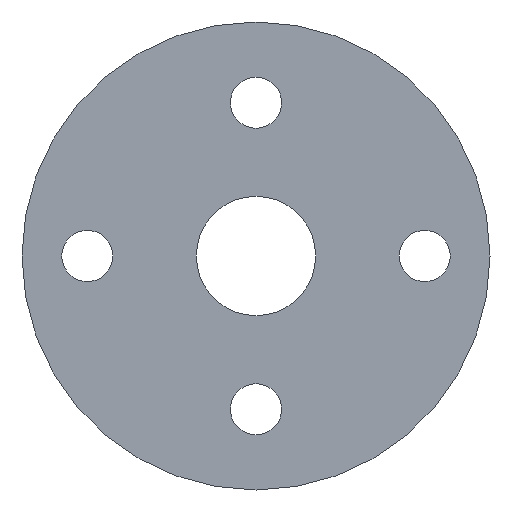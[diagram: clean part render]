
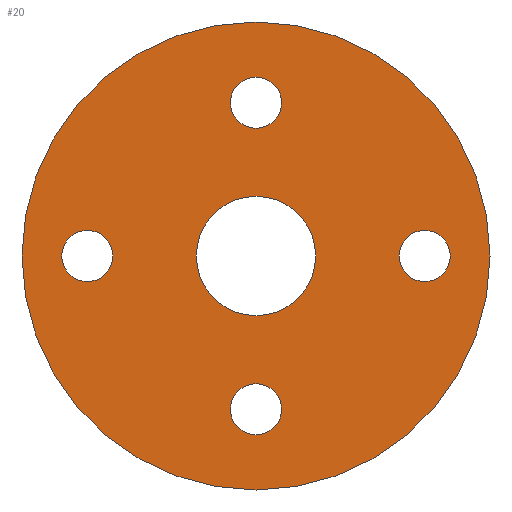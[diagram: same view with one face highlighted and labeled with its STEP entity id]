
A CAD part, front view. The second image highlights one B-rep face of the part: STEP entity #20.
In plain terms, the highlighted planar face has unit normal (0, -1, 0).
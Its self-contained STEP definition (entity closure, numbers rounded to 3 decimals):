
#5 = CARTESIAN_POINT ( 'NONE',  ( 12.4, 0., -58.841 ) ) ;
#8 = DIRECTION ( 'NONE',  ( 0., 0., 1. ) ) ;
#11 = DIRECTION ( 'NONE',  ( 0., 1., 0. ) ) ;
#19 = AXIS2_PLACEMENT_3D ( 'NONE', #423, #174, #255 ) ;
#20 = ADVANCED_FACE ( 'NONE', ( #122, #239, #37, #238, #415, #536 ), #322, .F. ) ;
#21 = VERTEX_POINT ( 'NONE', #283 ) ;
#23 = ORIENTED_EDGE ( 'NONE', *, *, #277, .T. ) ;
#25 = EDGE_LOOP ( 'NONE', ( #67, #491 ) ) ;
#27 = CIRCLE ( 'NONE', #162, 1.5 ) ;
#28 = VERTEX_POINT ( 'NONE', #505 ) ;
#35 = CARTESIAN_POINT ( 'NONE',  ( 2.5, 0., -58.841 ) ) ;
#37 = FACE_BOUND ( 'NONE', #529, .T. ) ;
#49 = CARTESIAN_POINT ( 'NONE',  ( 2.5, 0., -67.841 ) ) ;
#50 = DIRECTION ( 'NONE',  ( 0., 0., 1. ) ) ;
#55 = CARTESIAN_POINT ( 'NONE',  ( 2.5, 0., -48.341 ) ) ;
#61 = EDGE_CURVE ( 'NONE', #159, #199, #341, .T. ) ;
#66 = EDGE_LOOP ( 'NONE', ( #230, #484 ) ) ;
#67 = ORIENTED_EDGE ( 'NONE', *, *, #510, .F. ) ;
#68 = ORIENTED_EDGE ( 'NONE', *, *, #404, .T. ) ;
#71 = CIRCLE ( 'NONE', #19, 3.5 ) ;
#85 = EDGE_CURVE ( 'NONE', #439, #530, #364, .T. ) ;
#91 = CARTESIAN_POINT ( 'NONE',  ( 2.5, 0., -58.841 ) ) ;
#109 = AXIS2_PLACEMENT_3D ( 'NONE', #417, #279, #208 ) ;
#111 = CIRCLE ( 'NONE', #469, 1.5 ) ;
#119 = EDGE_CURVE ( 'NONE', #21, #201, #71, .T. ) ;
#122 = FACE_OUTER_BOUND ( 'NONE', #25, .T. ) ;
#123 = EDGE_CURVE ( 'NONE', #188, #225, #522, .T. ) ;
#124 = DIRECTION ( 'NONE',  ( 0., 1., 0. ) ) ;
#127 = CARTESIAN_POINT ( 'NONE',  ( 2.5, 0., -51.341 ) ) ;
#128 = AXIS2_PLACEMENT_3D ( 'NONE', #284, #540, #377 ) ;
#134 = DIRECTION ( 'NONE',  ( 0., 0., 1. ) ) ;
#141 = CIRCLE ( 'NONE', #330, 1.5 ) ;
#145 = CARTESIAN_POINT ( 'NONE',  ( 2.5, 0., -69.341 ) ) ;
#152 = ORIENTED_EDGE ( 'NONE', *, *, #85, .T. ) ;
#157 = EDGE_CURVE ( 'NONE', #225, #188, #111, .T. ) ;
#159 = VERTEX_POINT ( 'NONE', #216 ) ;
#162 = AXIS2_PLACEMENT_3D ( 'NONE', #166, #460, #374 ) ;
#165 = DIRECTION ( 'NONE',  ( 0., 0., 1. ) ) ;
#166 = CARTESIAN_POINT ( 'NONE',  ( 2.5, 0., -49.841 ) ) ;
#167 = CARTESIAN_POINT ( 'NONE',  ( 12.4, 0., -58.841 ) ) ;
#174 = DIRECTION ( 'NONE',  ( 0., 1., 0. ) ) ;
#188 = VERTEX_POINT ( 'NONE', #145 ) ;
#189 = CIRCLE ( 'NONE', #451, 1.5 ) ;
#192 = ORIENTED_EDGE ( 'NONE', *, *, #61, .T. ) ;
#199 = VERTEX_POINT ( 'NONE', #473 ) ;
#201 = VERTEX_POINT ( 'NONE', #259 ) ;
#207 = DIRECTION ( 'NONE',  ( 0., 1., 0. ) ) ;
#208 = DIRECTION ( 'NONE',  ( 0., 0., 1. ) ) ;
#216 = CARTESIAN_POINT ( 'NONE',  ( -7.4, 0., -60.341 ) ) ;
#224 = VERTEX_POINT ( 'NONE', #127 ) ;
#225 = VERTEX_POINT ( 'NONE', #240 ) ;
#230 = ORIENTED_EDGE ( 'NONE', *, *, #119, .T. ) ;
#238 = FACE_BOUND ( 'NONE', #495, .T. ) ;
#239 = FACE_BOUND ( 'NONE', #66, .T. ) ;
#240 = CARTESIAN_POINT ( 'NONE',  ( 2.5, 0., -66.341 ) ) ;
#245 = DIRECTION ( 'NONE',  ( 0., 0., 1. ) ) ;
#253 = CIRCLE ( 'NONE', #128, 13.735 ) ;
#255 = DIRECTION ( 'NONE',  ( 0., 0., 1. ) ) ;
#259 = CARTESIAN_POINT ( 'NONE',  ( 2.5, 0., -55.341 ) ) ;
#265 = AXIS2_PLACEMENT_3D ( 'NONE', #387, #436, #8 ) ;
#271 = ORIENTED_EDGE ( 'NONE', *, *, #310, .T. ) ;
#277 = EDGE_CURVE ( 'NONE', #199, #159, #189, .T. ) ;
#279 = DIRECTION ( 'NONE',  ( 0., 1., 0. ) ) ;
#283 = CARTESIAN_POINT ( 'NONE',  ( 2.5, 0., -62.341 ) ) ;
#284 = CARTESIAN_POINT ( 'NONE',  ( 2.5, 0., -58.841 ) ) ;
#302 = DIRECTION ( 'NONE',  ( 0., 0., 1. ) ) ;
#304 = CARTESIAN_POINT ( 'NONE',  ( 12.4, 0., -60.341 ) ) ;
#310 = EDGE_CURVE ( 'NONE', #530, #439, #350, .T. ) ;
#322 = PLANE ( 'NONE',  #453 ) ;
#326 = CARTESIAN_POINT ( 'NONE',  ( -7.4, 0., -58.841 ) ) ;
#327 = DIRECTION ( 'NONE',  ( 0., 1., 0. ) ) ;
#330 = AXIS2_PLACEMENT_3D ( 'NONE', #416, #465, #245 ) ;
#339 = CARTESIAN_POINT ( 'NONE',  ( 2.5, 0., -67.841 ) ) ;
#341 = CIRCLE ( 'NONE', #109, 1.5 ) ;
#350 = CIRCLE ( 'NONE', #379, 1.5 ) ;
#352 = EDGE_CURVE ( 'NONE', #28, #440, #253, .T. ) ;
#353 = EDGE_LOOP ( 'NONE', ( #271, #152 ) ) ;
#354 = AXIS2_PLACEMENT_3D ( 'NONE', #91, #11, #50 ) ;
#355 = ORIENTED_EDGE ( 'NONE', *, *, #123, .T. ) ;
#357 = ORIENTED_EDGE ( 'NONE', *, *, #157, .T. ) ;
#364 = CIRCLE ( 'NONE', #441, 1.5 ) ;
#368 = DIRECTION ( 'NONE',  ( 0., 0., 1. ) ) ;
#370 = CIRCLE ( 'NONE', #265, 13.735 ) ;
#374 = DIRECTION ( 'NONE',  ( 0., 0., 1. ) ) ;
#377 = DIRECTION ( 'NONE',  ( 0., 0., 1. ) ) ;
#379 = AXIS2_PLACEMENT_3D ( 'NONE', #5, #207, #368 ) ;
#387 = CARTESIAN_POINT ( 'NONE',  ( 2.5, 0., -58.841 ) ) ;
#390 = CARTESIAN_POINT ( 'NONE',  ( 2.5, 0., -72.576 ) ) ;
#397 = EDGE_CURVE ( 'NONE', #482, #224, #27, .T. ) ;
#404 = EDGE_CURVE ( 'NONE', #224, #482, #141, .T. ) ;
#415 = FACE_BOUND ( 'NONE', #487, .T. ) ;
#416 = CARTESIAN_POINT ( 'NONE',  ( 2.5, 0., -49.841 ) ) ;
#417 = CARTESIAN_POINT ( 'NONE',  ( -7.4, 0., -58.841 ) ) ;
#418 = DIRECTION ( 'NONE',  ( 0., 1., 0. ) ) ;
#423 = CARTESIAN_POINT ( 'NONE',  ( 2.5, 0., -58.841 ) ) ;
#427 = DIRECTION ( 'NONE',  ( 0., 0., 1. ) ) ;
#436 = DIRECTION ( 'NONE',  ( 0., 1., 0. ) ) ;
#439 = VERTEX_POINT ( 'NONE', #477 ) ;
#440 = VERTEX_POINT ( 'NONE', #390 ) ;
#441 = AXIS2_PLACEMENT_3D ( 'NONE', #167, #327, #500 ) ;
#451 = AXIS2_PLACEMENT_3D ( 'NONE', #326, #418, #134 ) ;
#453 = AXIS2_PLACEMENT_3D ( 'NONE', #35, #124, #165 ) ;
#460 = DIRECTION ( 'NONE',  ( 0., 1., 0. ) ) ;
#464 = DIRECTION ( 'NONE',  ( 0., 1., 0. ) ) ;
#465 = DIRECTION ( 'NONE',  ( 0., 1., 0. ) ) ;
#469 = AXIS2_PLACEMENT_3D ( 'NONE', #49, #464, #302 ) ;
#473 = CARTESIAN_POINT ( 'NONE',  ( -7.4, 0., -57.341 ) ) ;
#477 = CARTESIAN_POINT ( 'NONE',  ( 12.4, 0., -57.341 ) ) ;
#480 = AXIS2_PLACEMENT_3D ( 'NONE', #339, #508, #427 ) ;
#482 = VERTEX_POINT ( 'NONE', #55 ) ;
#484 = ORIENTED_EDGE ( 'NONE', *, *, #490, .T. ) ;
#487 = EDGE_LOOP ( 'NONE', ( #68, #531 ) ) ;
#490 = EDGE_CURVE ( 'NONE', #201, #21, #494, .T. ) ;
#491 = ORIENTED_EDGE ( 'NONE', *, *, #352, .F. ) ;
#494 = CIRCLE ( 'NONE', #354, 3.5 ) ;
#495 = EDGE_LOOP ( 'NONE', ( #192, #23 ) ) ;
#500 = DIRECTION ( 'NONE',  ( 0., 0., 1. ) ) ;
#505 = CARTESIAN_POINT ( 'NONE',  ( 2.5, 0., -45.105 ) ) ;
#508 = DIRECTION ( 'NONE',  ( 0., 1., 0. ) ) ;
#510 = EDGE_CURVE ( 'NONE', #440, #28, #370, .T. ) ;
#522 = CIRCLE ( 'NONE', #480, 1.5 ) ;
#529 = EDGE_LOOP ( 'NONE', ( #355, #357 ) ) ;
#530 = VERTEX_POINT ( 'NONE', #304 ) ;
#531 = ORIENTED_EDGE ( 'NONE', *, *, #397, .T. ) ;
#536 = FACE_BOUND ( 'NONE', #353, .T. ) ;
#540 = DIRECTION ( 'NONE',  ( 0., 1., 0. ) ) ;
